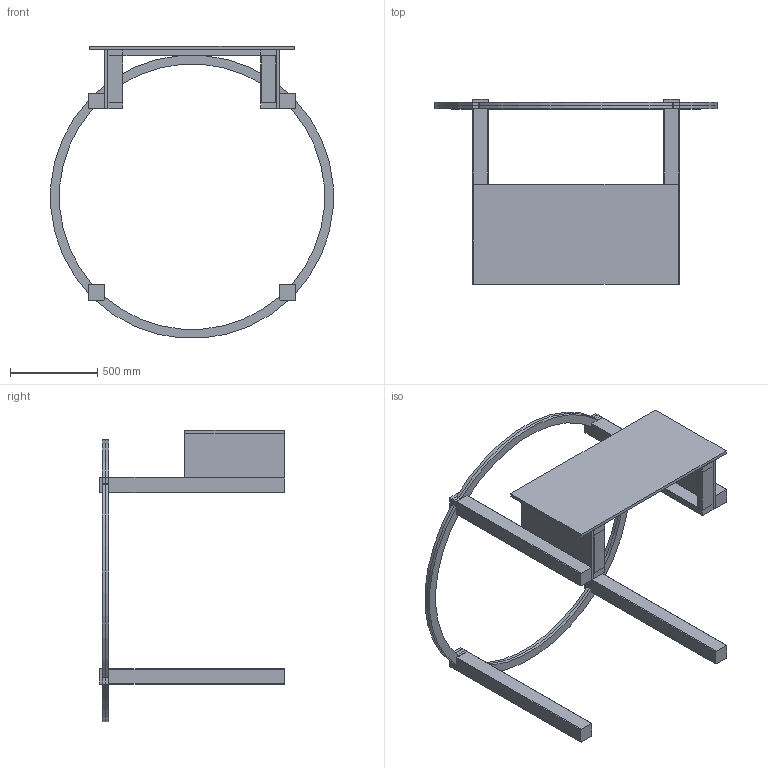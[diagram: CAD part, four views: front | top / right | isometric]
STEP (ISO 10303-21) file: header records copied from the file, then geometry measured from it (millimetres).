
FILE_DESCRIPTION (( 'STEP AP214' ), '1' );
FILE_NAME ('TE-22001-Multiple.STEP', '2022-01-06T04:02:30', ( '' ), ( '' ), 'SwSTEP 2.0', 'SolidWorks 2019', '' );
FILE_SCHEMA (( 'AUTOMOTIVE_DESIGN' ));
Length unit declared in the file: inch
Products named in the file (19): TE-22023-Multiple; TE-22012; TE-22022; TE-22015; TE-22024; TE-22011; TE-22025; TE-22016; TE-22020-Multiple; TE-22014; TE-22001-Multiple; TE-22010; TE-22021-Multiple_Multiple Section Cut; TE-22017; TE-22013
Assembly tree (39 placements, depth 5):
  TE-22001-Multiple
    TE-22020-Multiple
      TE-22024
        TE-22023-Multiple
          TE-22021-Multiple_Multiple Section Cut  x2
        TE-22023-Multiple
          TE-22021-Multiple_Multiple Section Cut  x2
        TE-22023-Multiple
          TE-22021-Multiple_Multiple Section Cut  x2
        TE-22023-Multiple
          TE-22021-Multiple_Multiple Section Cut  x2
        TE-22022  x4
      TE-22025  x4
    TE-22010
      TE-22013
        TE-22012
        TE-22011  x2
      TE-22017
        TE-22016
        TE-22014  x2
        TE-22015  x2
      TE-22017
        TE-22016
        TE-22014  x2
        TE-22015  x2
Bounding box: 1613.61 x 1059.66 x 1668.02 mm (x, y, z)
Volume: 77866354.7 mm3; surface area: 6555598.1 mm2
Topology: 29 solids, 29 shells, 294 faces, 708 edges, 472 vertices
Faces by surface type: plane 190, cylinder 104
Entity records: 2928 total; most frequent: DIRECTION 460, CARTESIAN_POINT 404, ORIENTED_EDGE 336, EDGE_CURVE 168, AXIS2_PLACEMENT_3D 168, LINE 124, VECTOR 124, VERTEX_POINT 112
